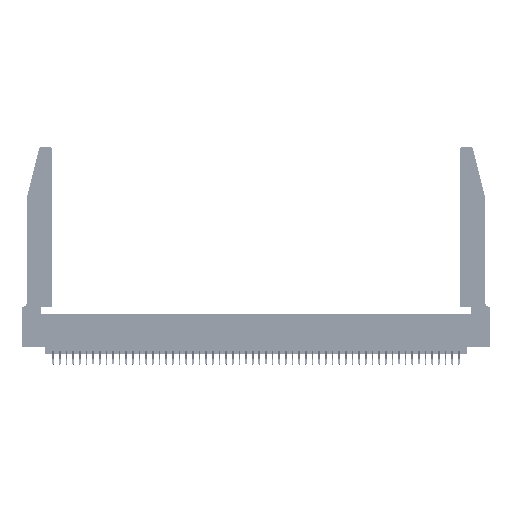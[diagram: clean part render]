
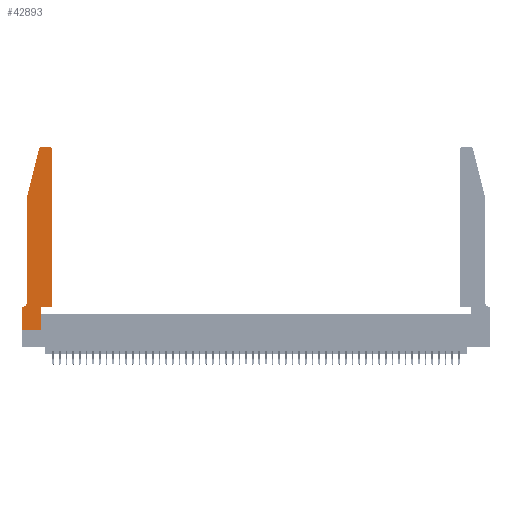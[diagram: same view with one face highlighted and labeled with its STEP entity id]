
A CAD part, top view. The second image highlights one B-rep face of the part: STEP entity #42893.
In plain terms, the highlighted planar face has unit normal (0, 0, 1).
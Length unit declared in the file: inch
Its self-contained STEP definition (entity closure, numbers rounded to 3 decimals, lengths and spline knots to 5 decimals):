
#1731 = EDGE_CURVE ( 'NONE', #32242, #10986, #3027, .T. ) ;
#2004 = CARTESIAN_POINT ( 'NONE',  ( 0.0755, 2., 0.37 ) ) ;
#2193 = DIRECTION ( 'NONE',  ( 0., -1., 0. ) ) ;
#2301 = ORIENTED_EDGE ( 'NONE', *, *, #19300, .T. ) ;
#2824 = DIRECTION ( 'NONE',  ( 0., 1., 0. ) ) ;
#2844 = VERTEX_POINT ( 'NONE', #44593 ) ;
#3027 = CIRCLE ( 'NONE', #27329, 0.03 ) ;
#3896 = CARTESIAN_POINT ( 'NONE',  ( 0.2865, 0., 0.37 ) ) ;
#4050 = VECTOR ( 'NONE', #33355, 39.37008 ) ;
#4748 = EDGE_CURVE ( 'NONE', #25833, #26658, #5802, .T. ) ;
#5614 = VECTOR ( 'NONE', #39540, 39.37008 ) ;
#5797 = ORIENTED_EDGE ( 'NONE', *, *, #18271, .T. ) ;
#5802 = LINE ( 'NONE', #48352, #46462 ) ;
#5889 = DIRECTION ( 'NONE',  ( 1., 0., 0. ) ) ;
#6279 = LINE ( 'NONE', #33545, #37789 ) ;
#6442 = PLANE ( 'NONE',  #17290 ) ;
#6693 = ORIENTED_EDGE ( 'NONE', *, *, #40224, .T. ) ;
#6927 = DIRECTION ( 'NONE',  ( 0., 0., -1. ) ) ;
#7299 = EDGE_CURVE ( 'NONE', #49324, #2844, #21593, .T. ) ;
#7335 = ORIENTED_EDGE ( 'NONE', *, *, #21332, .T. ) ;
#9018 = DIRECTION ( 'NONE',  ( -1., 0., 0. ) ) ;
#9368 = CARTESIAN_POINT ( 'NONE',  ( 0.0755, 0.35, 0.37 ) ) ;
#9511 = LINE ( 'NONE', #42553, #50121 ) ;
#9740 = VERTEX_POINT ( 'NONE', #30533 ) ;
#9787 = DIRECTION ( 'NONE',  ( 0., 0., 1. ) ) ;
#10321 = LINE ( 'NONE', #48235, #19617 ) ;
#10433 = DIRECTION ( 'NONE',  ( 1., 0., 0. ) ) ;
#10986 = VERTEX_POINT ( 'NONE', #11047 ) ;
#11047 = CARTESIAN_POINT ( 'NONE',  ( 0.4205, 2.75, 0.37 ) ) ;
#11053 = VECTOR ( 'NONE', #17350, 39.37008 ) ;
#13463 = CIRCLE ( 'NONE', #31692, 0.03 ) ;
#13464 = VERTEX_POINT ( 'NONE', #42390 ) ;
#15768 = VECTOR ( 'NONE', #2824, 39.37008 ) ;
#16737 = EDGE_CURVE ( 'NONE', #31994, #49324, #39790, .T. ) ;
#16758 = CARTESIAN_POINT ( 'NONE',  ( 0.4505, 0.35, 0.37 ) ) ;
#17290 = AXIS2_PLACEMENT_3D ( 'NONE', #33914, #34086, #10433 ) ;
#17350 = DIRECTION ( 'NONE',  ( -1., 0., 0. ) ) ;
#17359 = CARTESIAN_POINT ( 'NONE',  ( 0.284, 2.75, 0.37 ) ) ;
#17988 = CARTESIAN_POINT ( 'NONE',  ( 0.0755, 0.42, 0.37 ) ) ;
#18224 = CARTESIAN_POINT ( 'NONE',  ( 0.0055, 0.35, 0.37 ) ) ;
#18271 = EDGE_CURVE ( 'NONE', #10986, #31227, #10321, .T. ) ;
#18998 = ORIENTED_EDGE ( 'NONE', *, *, #32160, .T. ) ;
#19006 = DIRECTION ( 'NONE',  ( 0., 0., 1. ) ) ;
#19300 = EDGE_CURVE ( 'NONE', #35621, #32242, #47104, .T. ) ;
#19617 = VECTOR ( 'NONE', #9018, 39.37008 ) ;
#20954 = DIRECTION ( 'NONE',  ( 0., 1., 0. ) ) ;
#21080 = EDGE_CURVE ( 'NONE', #36905, #25833, #6279, .T. ) ;
#21332 = EDGE_CURVE ( 'NONE', #26658, #35621, #26718, .T. ) ;
#21593 = LINE ( 'NONE', #9368, #11053 ) ;
#21804 = VECTOR ( 'NONE', #2193, 39.37008 ) ;
#23354 = ORIENTED_EDGE ( 'NONE', *, *, #37121, .T. ) ;
#24010 = ORIENTED_EDGE ( 'NONE', *, *, #4748, .T. ) ;
#24284 = AXIS2_PLACEMENT_3D ( 'NONE', #30637, #6927, #34571 ) ;
#25833 = VERTEX_POINT ( 'NONE', #3896 ) ;
#26419 = LINE ( 'NONE', #44979, #4050 ) ;
#26658 = VERTEX_POINT ( 'NONE', #31208 ) ;
#26718 = LINE ( 'NONE', #35595, #5614 ) ;
#26821 = FACE_OUTER_BOUND ( 'NONE', #50262, .T. ) ;
#27329 = AXIS2_PLACEMENT_3D ( 'NONE', #33454, #9787, #37403 ) ;
#30183 = ORIENTED_EDGE ( 'NONE', *, *, #21080, .T. ) ;
#30533 = CARTESIAN_POINT ( 'NONE',  ( 0.25487, 2.72718, 0.37 ) ) ;
#30637 = CARTESIAN_POINT ( 'NONE',  ( 0.0055, 0.42, 0.37 ) ) ;
#31208 = CARTESIAN_POINT ( 'NONE',  ( 0.2865, 0.35, 0.37 ) ) ;
#31227 = VERTEX_POINT ( 'NONE', #17359 ) ;
#31692 = AXIS2_PLACEMENT_3D ( 'NONE', #42537, #19006, #46432 ) ;
#31994 = VERTEX_POINT ( 'NONE', #17988 ) ;
#32160 = EDGE_CURVE ( 'NONE', #9740, #13464, #9511, .T. ) ;
#32242 = VERTEX_POINT ( 'NONE', #46949 ) ;
#32266 = LINE ( 'NONE', #2004, #21804 ) ;
#32520 = CARTESIAN_POINT ( 'NONE',  ( 0., 0., 0.37 ) ) ;
#33355 = DIRECTION ( 'NONE',  ( 0., -1., 0. ) ) ;
#33454 = CARTESIAN_POINT ( 'NONE',  ( 0.4205, 2.72, 0.37 ) ) ;
#33545 = CARTESIAN_POINT ( 'NONE',  ( 0., 0., 0.37 ) ) ;
#33914 = CARTESIAN_POINT ( 'NONE',  ( 0., 0.35, 0.37 ) ) ;
#34086 = DIRECTION ( 'NONE',  ( 0., 0., 1. ) ) ;
#34356 = CARTESIAN_POINT ( 'NONE',  ( 0.4505, 0.35, 0.37 ) ) ;
#34571 = DIRECTION ( 'NONE',  ( -1., 0., 0. ) ) ;
#35595 = CARTESIAN_POINT ( 'NONE',  ( 0.4505, 0.35, 0.37 ) ) ;
#35621 = VERTEX_POINT ( 'NONE', #16758 ) ;
#35948 = EDGE_CURVE ( 'NONE', #31227, #9740, #13463, .T. ) ;
#36905 = VERTEX_POINT ( 'NONE', #32520 ) ;
#37121 = EDGE_CURVE ( 'NONE', #13464, #31994, #32266, .T. ) ;
#37403 = DIRECTION ( 'NONE',  ( 1., 0., 0. ) ) ;
#37789 = VECTOR ( 'NONE', #5889, 39.37008 ) ;
#39540 = DIRECTION ( 'NONE',  ( 1., 0., 0. ) ) ;
#39790 = CIRCLE ( 'NONE', #24284, 0.07 ) ;
#40159 = ORIENTED_EDGE ( 'NONE', *, *, #7299, .T. ) ;
#40224 = EDGE_CURVE ( 'NONE', #2844, #36905, #26419, .T. ) ;
#42390 = CARTESIAN_POINT ( 'NONE',  ( 0.0755, 2., 0.37 ) ) ;
#42537 = CARTESIAN_POINT ( 'NONE',  ( 0.284, 2.72, 0.37 ) ) ;
#42553 = CARTESIAN_POINT ( 'NONE',  ( 0.0755, 2., 0.37 ) ) ;
#42893 = ADVANCED_FACE ( 'NONE', ( #26821 ), #6442, .T. ) ;
#44593 = CARTESIAN_POINT ( 'NONE',  ( 0., 0.35, 0.37 ) ) ;
#44979 = CARTESIAN_POINT ( 'NONE',  ( 0., 0., 0.37 ) ) ;
#46201 = ORIENTED_EDGE ( 'NONE', *, *, #16737, .T. ) ;
#46432 = DIRECTION ( 'NONE',  ( 1., 0., 0. ) ) ;
#46447 = DIRECTION ( 'NONE',  ( -0.239, -0.971, 0. ) ) ;
#46462 = VECTOR ( 'NONE', #20954, 39.37008 ) ;
#46920 = ORIENTED_EDGE ( 'NONE', *, *, #35948, .T. ) ;
#46949 = CARTESIAN_POINT ( 'NONE',  ( 0.4505, 2.72, 0.37 ) ) ;
#47104 = LINE ( 'NONE', #34356, #15768 ) ;
#48235 = CARTESIAN_POINT ( 'NONE',  ( 0.2605, 2.75, 0.37 ) ) ;
#48352 = CARTESIAN_POINT ( 'NONE',  ( 0.2865, 0.35, 0.37 ) ) ;
#48584 = ORIENTED_EDGE ( 'NONE', *, *, #1731, .T. ) ;
#49324 = VERTEX_POINT ( 'NONE', #18224 ) ;
#50121 = VECTOR ( 'NONE', #46447, 39.37008 ) ;
#50262 = EDGE_LOOP ( 'NONE', ( #5797, #46920, #18998, #23354, #46201, #40159, #6693, #30183, #24010, #7335, #2301, #48584 ) ) ;
